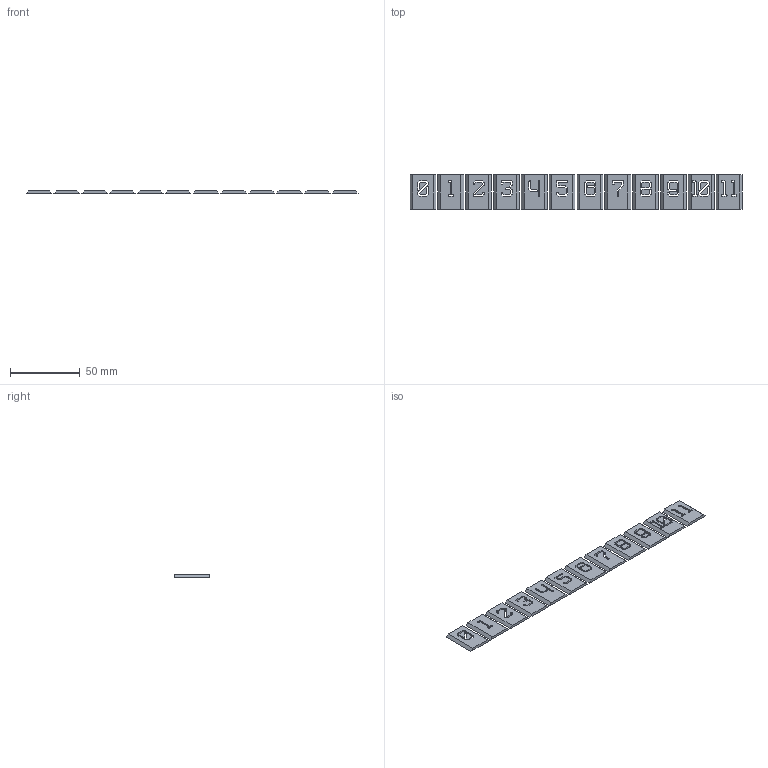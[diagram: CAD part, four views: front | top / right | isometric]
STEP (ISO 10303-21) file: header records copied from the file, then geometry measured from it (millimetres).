
FILE_DESCRIPTION(/* description */ (''),/* implementation_level */ '2;1');
FILE_NAME(/* name */ 'buffer_channel_number_plates.step',/* time_stamp */ '2022-04-18T23:17:02-07:00',/* author */ (''),/* organization */ (''),/* preprocessor_version */ 'ST-DEVELOPER v18.1',/* originating_system */ 'Autodesk Translation Framework v10.14.0.1471',/* authorisation */ '');
FILE_SCHEMA (('AUTOMOTIVE_DESIGN { 1 0 10303 214 3 1 1 }'));
Length unit declared in the file: millimetre
Products named in the file (1): Number Plate
Bounding box: 238.5 x 25 x 1.93 mm (x, y, z)
Volume: 8658.7 mm3; surface area: 12945 mm2
Topology: 12 solids, 12 shells, 466 faces, 1326 edges, 884 vertices
Faces by surface type: plane 304, bspline 162
Entity records: 18879 total; most frequent: CARTESIAN_POINT 8098, ORIENTED_EDGE 2652, DIRECTION 1612, EDGE_CURVE 1326, LINE 1002, VECTOR 1002, VERTEX_POINT 884, EDGE_LOOP 498
